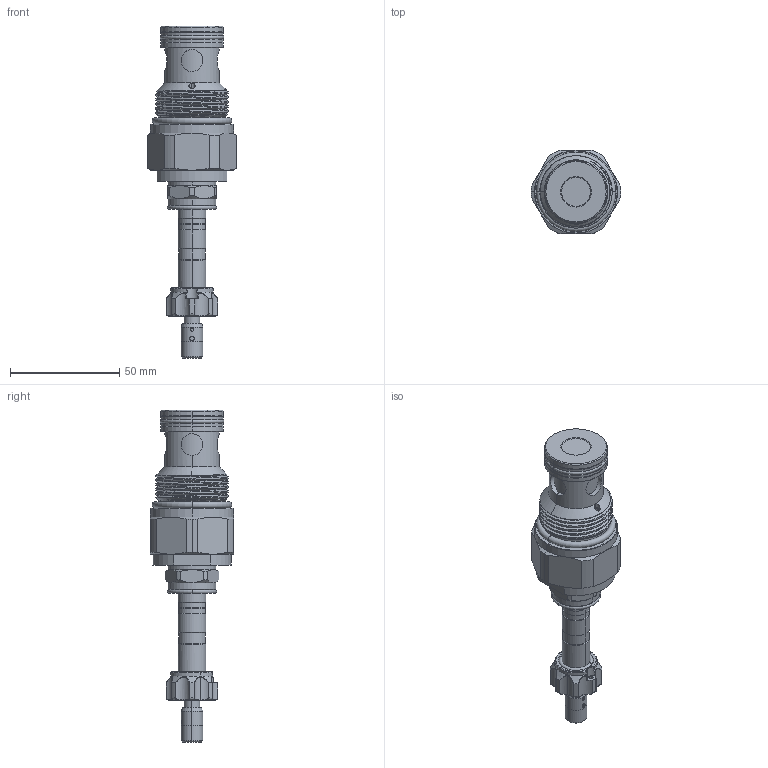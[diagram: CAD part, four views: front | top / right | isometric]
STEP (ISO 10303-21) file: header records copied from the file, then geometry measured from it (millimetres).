
FILE_DESCRIPTION (( 'STEP AP203' ), '1' );
FILE_NAME ('EP16W2A04T95.STEP', '2024-12-09T07:11:59', ( '' ), ( '' ), 'SwSTEP 2.0', 'SolidWorks 2018', '' );
FILE_SCHEMA (( 'CONFIG_CONTROL_DESIGN' ));
Length unit declared in the file: millimetre
Products named in the file (1): EP16W2A04T95
Bounding box: 41.1 x 38 x 151.9 mm (x, y, z)
Volume: 74376.9 mm3; surface area: 16595.8 mm2
Topology: 1 solids, 1 shells, 405 faces, 958 edges, 586 vertices
Faces by surface type: cylinder 178, cone 76, plane 66, torus 43, bspline 42
Entity records: 19643 total; most frequent: CARTESIAN_POINT 10627, ORIENTED_EDGE 1912, DIRECTION 1836, EDGE_CURVE 956, AXIS2_PLACEMENT_3D 768, VERTEX_POINT 586, EDGE_LOOP 440, FACE_OUTER_BOUND 405
